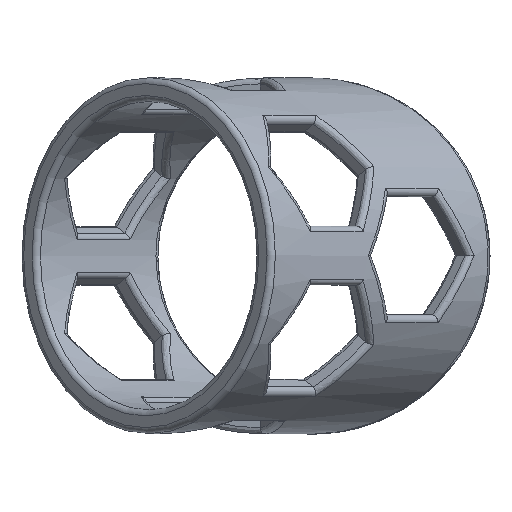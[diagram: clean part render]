
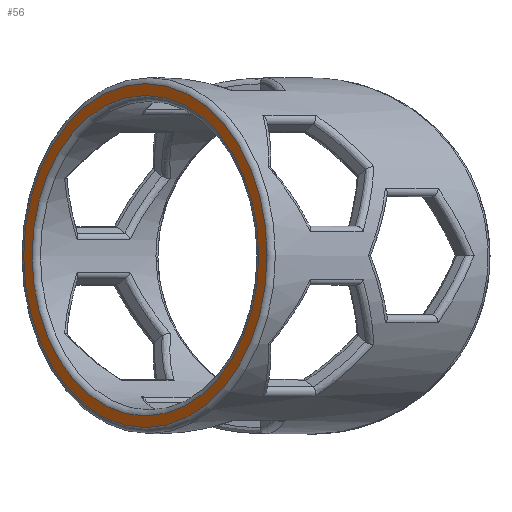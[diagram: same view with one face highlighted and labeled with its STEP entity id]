
A CAD part, top view. The second image highlights one B-rep face of the part: STEP entity #56.
In plain terms, the highlighted planar face has unit normal (-0.707, 0, 0.707).
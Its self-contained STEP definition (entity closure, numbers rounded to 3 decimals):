
#56=ADVANCED_FACE('',(#402,#404),#406,.T.);
#402=FACE_BOUND('',#403,.T.);
#403=EDGE_LOOP('',(#10504));
#404=FACE_BOUND('',#405,.T.);
#405=EDGE_LOOP('',(#10505));
#406=PLANE('',#407);
#407=AXIS2_PLACEMENT_3D('',#408,#409,#410);
#408=CARTESIAN_POINT('',(-14.142,0.,34.142));
#409=DIRECTION('',(-0.707,0.,0.707));
#410=DIRECTION('',(-0.707,0.,-0.707));
#10504=ORIENTED_EDGE('',*,*,#11938,.T.);
#10505=ORIENTED_EDGE('',*,*,#11939,.T.);
#11938=EDGE_CURVE('',#12770,#12770,#12771,.T.);
#11939=EDGE_CURVE('',#12772,#12772,#12773,.F.);
#12770=VERTEX_POINT('',#14814);
#12771=CIRCLE('',#14815,14.6);
#12772=VERTEX_POINT('',#14819);
#12773=CIRCLE('',#14820,13.6);
#14814=CARTESIAN_POINT('',(-24.466,0.,23.818));
#14815=AXIS2_PLACEMENT_3D('',#14816,#14817,#14818);
#14816=CARTESIAN_POINT('',(-14.142,0.,34.142));
#14817=DIRECTION('',(-0.707,0.,0.707));
#14818=DIRECTION('',(-0.707,0.,-0.707));
#14819=CARTESIAN_POINT('',(-23.759,0.,24.525));
#14820=AXIS2_PLACEMENT_3D('',#14821,#14822,#14823);
#14821=CARTESIAN_POINT('',(-14.142,0.,34.142));
#14822=DIRECTION('',(-0.707,0.,0.707));
#14823=DIRECTION('',(-0.707,0.,-0.707));
